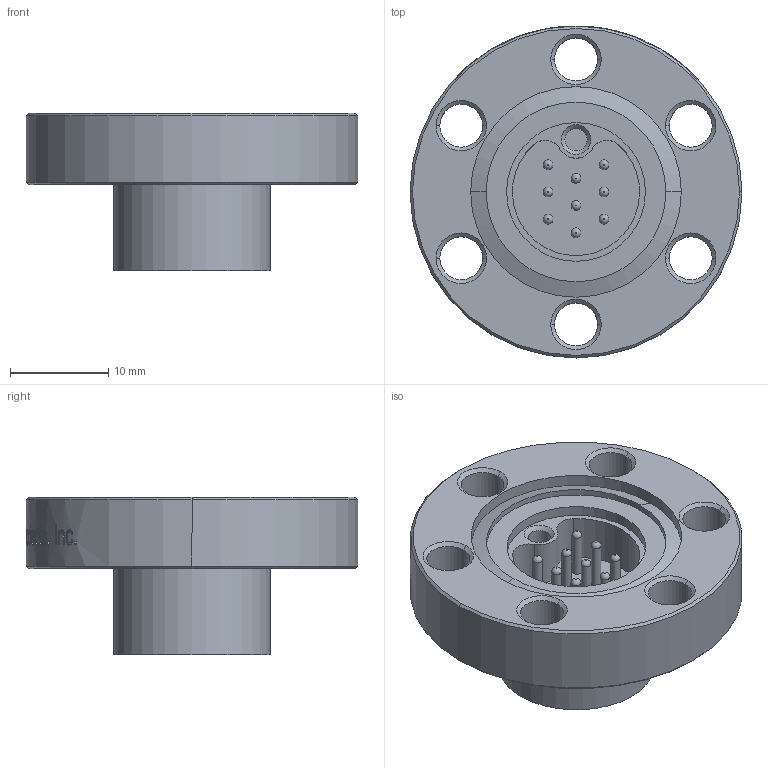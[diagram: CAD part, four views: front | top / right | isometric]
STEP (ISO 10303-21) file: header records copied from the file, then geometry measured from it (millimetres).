
FILE_DESCRIPTION(/* description */ ('Alibre Inc.'),/* implementation_level */ '2;1');
FILE_NAME(/* name */ 'export0',/* time_stamp */ '2009-04-29T13:01:39-07:00',/* author */ (''),/* organization */ (''),/* preprocessor_version */ 'ST-DEVELOPER v10',/* originating_system */ 'Alibre',/* authorisation */ '');
FILE_SCHEMA (('CONFIG_CONTROL_DESIGN'));
Length unit declared in the file: centimetre
Products named in the file (1): ID_1
Bounding box: 33.78 x 33.78 x 16 mm (x, y, z)
Volume: 5697.1 mm3; surface area: 4314.7 mm2
Topology: 1 solids, 1 shells, 411 faces, 1035 edges, 679 vertices
Faces by surface type: plane 140, bspline 140, cylinder 80, cone 32, torus 18, sphere 1
Full cylindrical faces by diameter (mm): 0.991 x18, 2.261 x2, 14.122 x1, 15.926 x1
Entity records: 36731 total; most frequent: CARTESIAN_POINT 28440, ORIENTED_EDGE 1948, DIRECTION 1090, EDGE_CURVE 974, VERTEX_POINT 660, EDGE_LOOP 518, FACE_BOUND 518, AXIS2_PLACEMENT_3D 512
